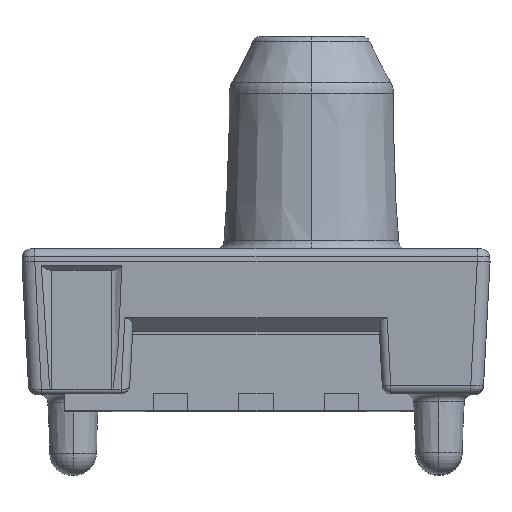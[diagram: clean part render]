
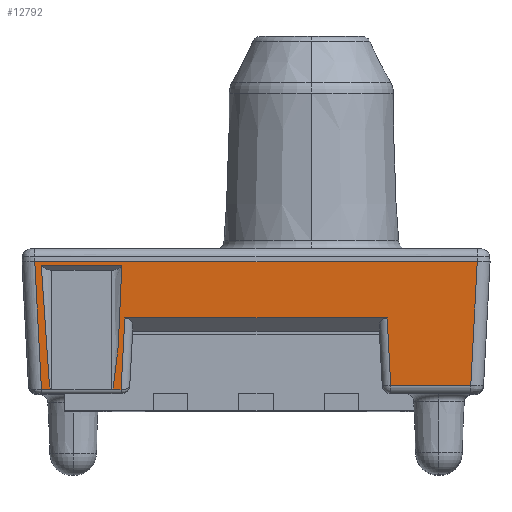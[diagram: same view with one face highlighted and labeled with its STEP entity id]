
A CAD part, top view. The second image highlights one B-rep face of the part: STEP entity #12792.
In plain terms, the highlighted planar face has unit normal (0, -0.052, 0.999).
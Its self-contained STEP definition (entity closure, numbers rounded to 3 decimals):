
#4 = CARTESIAN_POINT ( 'NONE',  ( -1.687, 0.247, 4.171 ) ) ;
#110 = LINE ( 'NONE', #10410, #2121 ) ;
#228 = CARTESIAN_POINT ( 'NONE',  ( -2.523, 1.701, 4.247 ) ) ;
#312 = VECTOR ( 'NONE', #12459, 1000. ) ;
#330 = EDGE_CURVE ( 'NONE', #5486, #12683, #5212, .T. ) ;
#371 = ORIENTED_EDGE ( 'NONE', *, *, #6777, .F. ) ;
#402 = DIRECTION ( 'NONE',  ( -1., 0., 0. ) ) ;
#484 = EDGE_CURVE ( 'NONE', #12614, #10202, #5145, .T. ) ;
#511 = EDGE_LOOP ( 'NONE', ( #1564, #1874, #10230, #4727, #7875, #6210, #6925, #4637, #5299, #371, #1390, #12579 ) ) ;
#532 = CARTESIAN_POINT ( 'NONE',  ( -2.6, 1.75, 4.25 ) ) ;
#887 = AXIS2_PLACEMENT_3D ( 'NONE', #2552, #3573, #10528 ) ;
#1051 = CARTESIAN_POINT ( 'NONE',  ( -2.523, 1.701, 4.247 ) ) ;
#1131 = VECTOR ( 'NONE', #2612, 1000. ) ;
#1390 = ORIENTED_EDGE ( 'NONE', *, *, #5349, .T. ) ;
#1452 = DIRECTION ( 'NONE',  ( 1., 0., 0. ) ) ;
#1456 = CARTESIAN_POINT ( 'NONE',  ( -1.687, 0.247, 4.171 ) ) ;
#1564 = ORIENTED_EDGE ( 'NONE', *, *, #7830, .T. ) ;
#1874 = ORIENTED_EDGE ( 'NONE', *, *, #4417, .T. ) ;
#1982 = CARTESIAN_POINT ( 'NONE',  ( -1.64, 0.336, 4.176 ) ) ;
#1986 = CARTESIAN_POINT ( 'NONE',  ( -2.5, 0.861, 4.203 ) ) ;
#2121 = VECTOR ( 'NONE', #1452, 1000. ) ;
#2159 = VERTEX_POINT ( 'NONE', #7349 ) ;
#2324 = DIRECTION ( 'NONE',  ( 0.052, 0.997, 0.052 ) ) ;
#2384 = VERTEX_POINT ( 'NONE', #7688 ) ;
#2540 = VECTOR ( 'NONE', #3802, 1000. ) ;
#2552 = CARTESIAN_POINT ( 'NONE',  ( -2.75, 1.75, 4.25 ) ) ;
#2583 = EDGE_CURVE ( 'NONE', #8425, #5924, #5360, .T. ) ;
#2612 = DIRECTION ( 'NONE',  ( 0.052, -0.997, -0.052 ) ) ;
#2614 = LINE ( 'NONE', #4759, #12885 ) ;
#2773 = CARTESIAN_POINT ( 'NONE',  ( -2.75, 0.295, 4.174 ) ) ;
#2945 = LINE ( 'NONE', #6533, #312 ) ;
#3038 = CARTESIAN_POINT ( 'NONE',  ( -2.46, 0.336, 4.176 ) ) ;
#3197 = FACE_OUTER_BOUND ( 'NONE', #511, .T. ) ;
#3474 = VECTOR ( 'NONE', #6572, 1000. ) ;
#3553 = CARTESIAN_POINT ( 'NONE',  ( -2.75, 0.247, 4.171 ) ) ;
#3573 = DIRECTION ( 'NONE',  ( 0., -0.052, 0.999 ) ) ;
#3752 = CARTESIAN_POINT ( 'NONE',  ( -2.75, 0.247, 4.171 ) ) ;
#3763 = DIRECTION ( 'NONE',  ( 0.052, -0.997, -0.052 ) ) ;
#3802 = DIRECTION ( 'NONE',  ( 1., 0., 0. ) ) ;
#3907 = VERTEX_POINT ( 'NONE', #5511 ) ;
#3912 = EDGE_CURVE ( 'NONE', #3907, #10202, #6444, .T. ) ;
#4016 = CARTESIAN_POINT ( 'NONE',  ( -1.577, 1.701, 4.247 ) ) ;
#4375 = CARTESIAN_POINT ( 'NONE',  ( -1.586, 0.247, 4.171 ) ) ;
#4417 = EDGE_CURVE ( 'NONE', #2384, #5486, #8772, .T. ) ;
#4637 = ORIENTED_EDGE ( 'NONE', *, *, #484, .F. ) ;
#4727 = ORIENTED_EDGE ( 'NONE', *, *, #10501, .T. ) ;
#4759 = CARTESIAN_POINT ( 'NONE',  ( -2.601, 1.758, 4.25 ) ) ;
#5145 =( BOUNDED_CURVE ( )  B_SPLINE_CURVE ( 3, ( #1051, #1986, #3038, #10009 ),
 .UNSPECIFIED., .F., .F. ) 
 B_SPLINE_CURVE_WITH_KNOTS ( ( 4, 4 ),
 ( 5.22, 6.191 ),
 .UNSPECIFIED. ) 
 CURVE ( )  GEOMETRIC_REPRESENTATION_ITEM ( )  RATIONAL_B_SPLINE_CURVE ( ( 1., 0.923, 0.923, 1. ) ) 
 REPRESENTATION_ITEM ( '' )  );
#5212 = LINE ( 'NONE', #2773, #2540 ) ;
#5283 = LINE ( 'NONE', #7308, #5600 ) ;
#5299 = ORIENTED_EDGE ( 'NONE', *, *, #9996, .F. ) ;
#5349 = EDGE_CURVE ( 'NONE', #12405, #8425, #7041, .T. ) ;
#5360 = LINE ( 'NONE', #9122, #7711 ) ;
#5486 = VERTEX_POINT ( 'NONE', #7921 ) ;
#5511 = CARTESIAN_POINT ( 'NONE',  ( -2.521, 0.247, 4.171 ) ) ;
#5600 = VECTOR ( 'NONE', #2324, 1000. ) ;
#5727 = CARTESIAN_POINT ( 'NONE',  ( 2.6, 1.75, 4.25 ) ) ;
#5924 = VERTEX_POINT ( 'NONE', #6870 ) ;
#6210 = ORIENTED_EDGE ( 'NONE', *, *, #6659, .T. ) ;
#6444 = LINE ( 'NONE', #3553, #3474 ) ;
#6533 = CARTESIAN_POINT ( 'NONE',  ( -2.75, 1.701, 4.247 ) ) ;
#6572 = DIRECTION ( 'NONE',  ( 1., 0., 0. ) ) ;
#6659 = EDGE_CURVE ( 'NONE', #11413, #3907, #2614, .T. ) ;
#6777 = EDGE_CURVE ( 'NONE', #12405, #2159, #11747, .T. ) ;
#6870 = CARTESIAN_POINT ( 'NONE',  ( -1.542, 1.088, 4.215 ) ) ;
#6925 = ORIENTED_EDGE ( 'NONE', *, *, #3912, .T. ) ;
#7041 = LINE ( 'NONE', #3752, #11374 ) ;
#7308 = CARTESIAN_POINT ( 'NONE',  ( 2.586, 1.471, 4.235 ) ) ;
#7349 = CARTESIAN_POINT ( 'NONE',  ( -1.577, 1.701, 4.247 ) ) ;
#7688 = CARTESIAN_POINT ( 'NONE',  ( 1.542, 1.088, 4.215 ) ) ;
#7711 = VECTOR ( 'NONE', #11096, 1000. ) ;
#7830 = EDGE_CURVE ( 'NONE', #5924, #2384, #110, .T. ) ;
#7875 = ORIENTED_EDGE ( 'NONE', *, *, #8447, .T. ) ;
#7921 = CARTESIAN_POINT ( 'NONE',  ( 1.583, 0.295, 4.174 ) ) ;
#8425 = VERTEX_POINT ( 'NONE', #4375 ) ;
#8447 = EDGE_CURVE ( 'NONE', #10728, #11413, #8827, .T. ) ;
#8543 = PLANE ( 'NONE',  #887 ) ;
#8772 = LINE ( 'NONE', #9592, #1131 ) ;
#8827 = LINE ( 'NONE', #12301, #10833 ) ;
#9122 = CARTESIAN_POINT ( 'NONE',  ( -1.55, 0.935, 4.207 ) ) ;
#9592 = CARTESIAN_POINT ( 'NONE',  ( 1.588, 0.205, 4.169 ) ) ;
#9709 = DIRECTION ( 'NONE',  ( 1., 0., 0. ) ) ;
#9965 = CARTESIAN_POINT ( 'NONE',  ( -1.6, 0.861, 4.203 ) ) ;
#9996 = EDGE_CURVE ( 'NONE', #2159, #12614, #2945, .T. ) ;
#10009 = CARTESIAN_POINT ( 'NONE',  ( -2.413, 0.247, 4.171 ) ) ;
#10202 = VERTEX_POINT ( 'NONE', #10825 ) ;
#10230 = ORIENTED_EDGE ( 'NONE', *, *, #330, .T. ) ;
#10410 = CARTESIAN_POINT ( 'NONE',  ( -2.75, 1.088, 4.215 ) ) ;
#10501 = EDGE_CURVE ( 'NONE', #12683, #10728, #5283, .T. ) ;
#10528 = DIRECTION ( 'NONE',  ( 0., 0.999, 0.052 ) ) ;
#10728 = VERTEX_POINT ( 'NONE', #5727 ) ;
#10825 = CARTESIAN_POINT ( 'NONE',  ( -2.413, 0.247, 4.171 ) ) ;
#10833 = VECTOR ( 'NONE', #402, 1000. ) ;
#11096 = DIRECTION ( 'NONE',  ( 0.052, 0.997, 0.052 ) ) ;
#11351 = CARTESIAN_POINT ( 'NONE',  ( 2.524, 0.295, 4.174 ) ) ;
#11374 = VECTOR ( 'NONE', #9709, 1000. ) ;
#11413 = VERTEX_POINT ( 'NONE', #532 ) ;
#11747 =( BOUNDED_CURVE ( )  B_SPLINE_CURVE ( 3, ( #4, #1982, #9965, #4016 ),
 .UNSPECIFIED., .F., .F. ) 
 B_SPLINE_CURVE_WITH_KNOTS ( ( 4, 4 ),
 ( 0.092, 1.063 ),
 .UNSPECIFIED. ) 
 CURVE ( )  GEOMETRIC_REPRESENTATION_ITEM ( )  RATIONAL_B_SPLINE_CURVE ( ( 1., 0.923, 0.923, 1. ) ) 
 REPRESENTATION_ITEM ( '' )  );
#12301 = CARTESIAN_POINT ( 'NONE',  ( -2.75, 1.75, 4.25 ) ) ;
#12405 = VERTEX_POINT ( 'NONE', #1456 ) ;
#12459 = DIRECTION ( 'NONE',  ( -1., 0., 0. ) ) ;
#12579 = ORIENTED_EDGE ( 'NONE', *, *, #2583, .T. ) ;
#12614 = VERTEX_POINT ( 'NONE', #228 ) ;
#12683 = VERTEX_POINT ( 'NONE', #11351 ) ;
#12792 = ADVANCED_FACE ( 'NONE', ( #3197 ), #8543, .T. ) ;
#12885 = VECTOR ( 'NONE', #3763, 1000. ) ;
